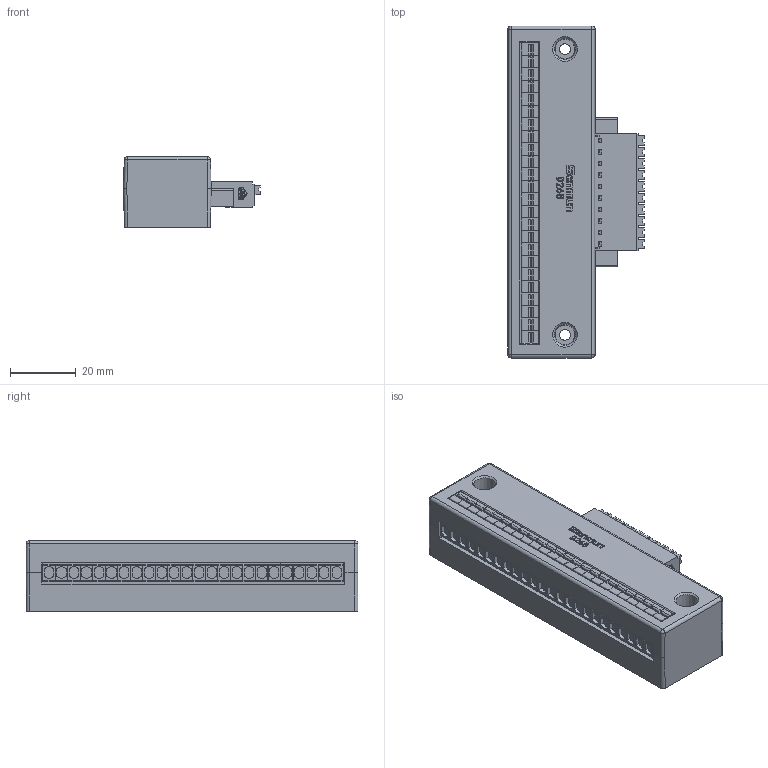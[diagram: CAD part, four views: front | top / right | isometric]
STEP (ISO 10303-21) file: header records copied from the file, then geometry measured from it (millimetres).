
FILE_DESCRIPTION(/* description */ (''),/* implementation_level */ '2;1');
FILE_NAME(/* name */ 'D268 3D.stp',/* time_stamp */ '2024-08-14T18:08:27+08:00',/* author */ (''),/* organization */ (''),/* preprocessor_version */ 'ST-DEVELOPER v14',/* originating_system */ 'SIEMENS PLM Software NX 8.0',/* authorisation */ '');
FILE_SCHEMA (('AUTOMOTIVE_DESIGN { 1 0 10303 214 3 1 1 1 }'));
Products named in the file (1): D268 3D_stp
Bounding box: 41.64 x 101.06 x 21.5 mm (x, y, z)
Volume: 59799.8 mm3; surface area: 17445.6 mm2
Topology: 2 solids, 12 shells, 3046 faces, 8377 edges, 5544 vertices
Faces by surface type: plane 2745, cylinder 231, extrusion 52, cone 14, sphere 4
Full cylindrical faces by diameter (mm): 2 x10, 2.6 x2, 3.3 x2, 3.6 x2, 3.8 x2
Entity records: 99972 total; most frequent: CARTESIAN_POINT 21495, ORIENTED_EDGE 16640, DIRECTION 14689, EDGE_CURVE 8320, VECTOR 7751, LINE 7699, VERTEX_POINT 5526, AXIS2_PLACEMENT_3D 3469
